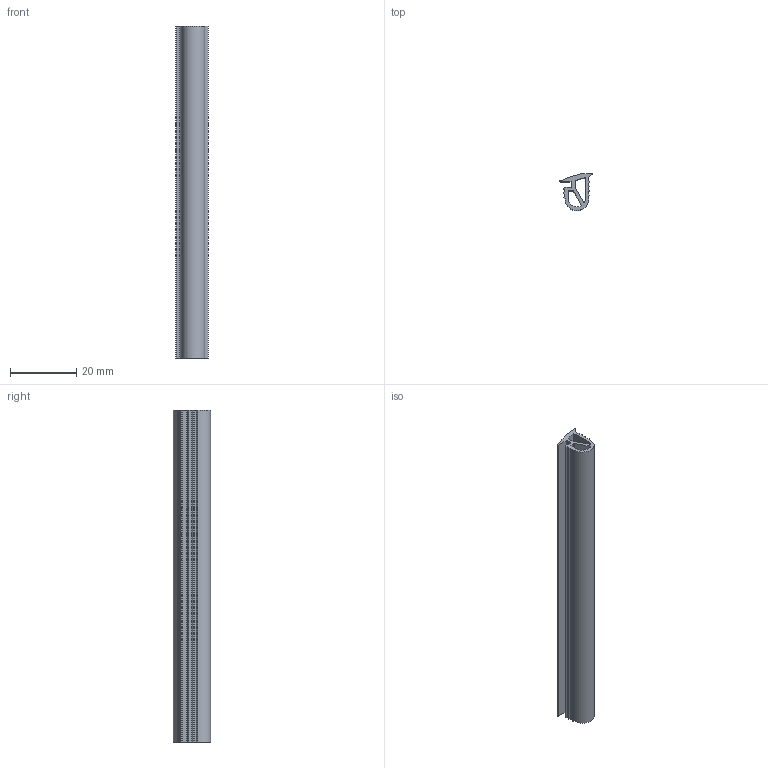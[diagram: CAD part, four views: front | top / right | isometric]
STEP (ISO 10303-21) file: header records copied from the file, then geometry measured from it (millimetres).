
FILE_DESCRIPTION(('STEP AP203'),'2;1');
FILE_NAME('XF20101G.stp','2011-04-18T19:27:30',(''),(''),'2009.3.110','THINKDESIGN','');
FILE_SCHEMA(('CONFIG_CONTROL_DESIGN'));
Length unit declared in the file: millimetre
Bounding box: 9.72 x 11.23 x 100 mm (x, y, z)
Volume: 4135.9 mm3; surface area: 7542 mm2
Topology: 1 solids, 1 shells, 49 faces, 141 edges, 94 vertices
Faces by surface type: plane 33, cylinder 16
Entity records: 1708 total; most frequent: CARTESIAN_POINT 284, ORIENTED_EDGE 282, DIRECTION 271, EDGE_CURVE 141, VECTOR 109, LINE 109, VERTEX_POINT 94, AXIS2_PLACEMENT_3D 81
